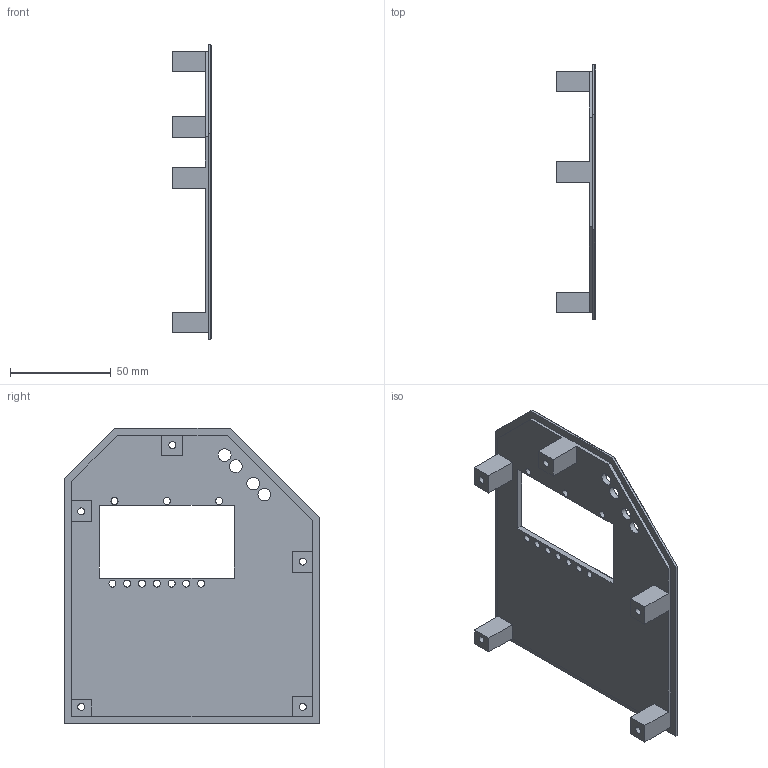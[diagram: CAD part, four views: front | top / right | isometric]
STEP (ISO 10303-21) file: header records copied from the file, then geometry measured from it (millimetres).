
FILE_DESCRIPTION(/* description */ (''),/* implementation_level */ '2;1');
FILE_NAME(/* name */ 'electronics_housing_lid.step',/* time_stamp */ '2025-06-19T09:57:52-04:00',/* author */ (''),/* organization */ (''),/* preprocessor_version */ 'ST-DEVELOPER v20.1',/* originating_system */ 'Autodesk Translation Framework v14.10.0.0',/* authorisation */ '');
FILE_SCHEMA (('AUTOMOTIVE_DESIGN { 1 0 10303 214 3 1 1 }'));
Length unit declared in the file: millimetre
Products named in the file (1): Electronics Lid
Bounding box: 19.6 x 126.8 x 146.8 mm (x, y, z)
Volume: 48518.9 mm3; surface area: 37560.6 mm2
Topology: 1 solids, 1 shells, 316 faces, 859 edges, 563 vertices
Faces by surface type: bspline 188, plane 85, cylinder 24, cone 19
Full cylindrical faces by diameter (mm): 3.5 x15, 6 x5, 6.3 x4
Entity records: 10475 total; most frequent: CARTESIAN_POINT 4243, ORIENTED_EDGE 1718, EDGE_CURVE 859, DIRECTION 790, VERTEX_POINT 563, LINE 392, VECTOR 392, EDGE_LOOP 374
